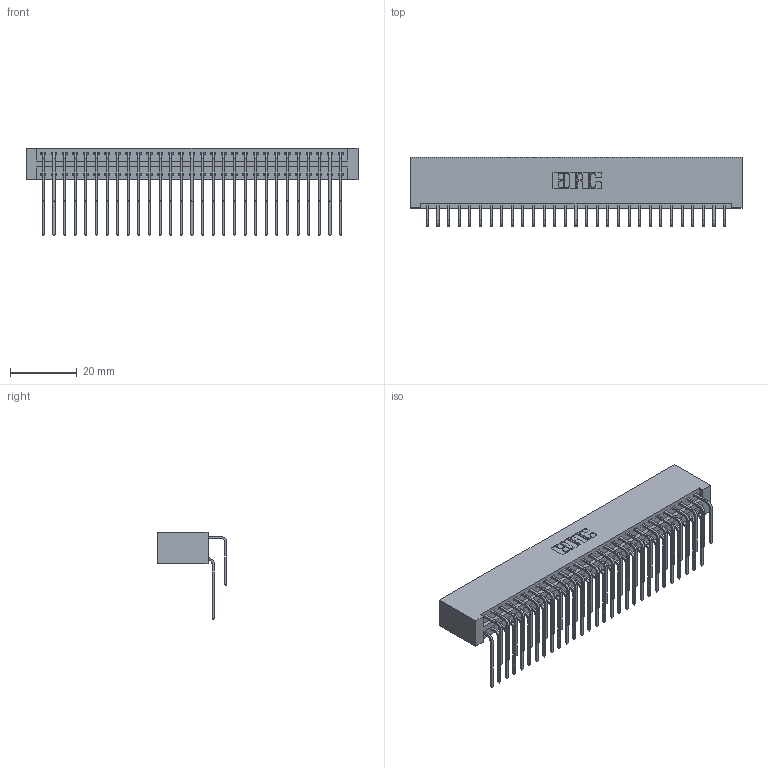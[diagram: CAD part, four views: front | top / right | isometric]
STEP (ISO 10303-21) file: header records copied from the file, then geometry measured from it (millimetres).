
FILE_DESCRIPTION (( 'STEP AP203' ), '1' );
FILE_NAME ('396-058-559-201.STEP', '2019-11-03T09:34:34', ( '' ), ( '' ), 'SwSTEP 2.0', 'SolidWorks 2016', '' );
FILE_SCHEMA (( 'CONFIG_CONTROL_DESIGN' ));
Length unit declared in the file: inch
Products named in the file (4): 345-292-001_558 559 Tail - 1; 345-292-001_559 Tail - 2; 346 Part_No Mounting Lugs; 396-058-559-201
Assembly tree (59 placements, depth 2):
  396-058-559-201
    346 Part_No Mounting Lugs
    345-292-001_558 559 Tail - 1  x29
    345-292-001_559 Tail - 2  x29
Bounding box: 99.31 x 20.89 x 26.16 mm (x, y, z)
Volume: 10491.2 mm3; surface area: 15984.9 mm2
Topology: 59 solids, 59 shells, 3246 faces, 9643 edges, 6350 vertices
Faces by surface type: plane 2218, cylinder 1028
Entity records: 22183 total; most frequent: CARTESIAN_POINT 3723, ORIENTED_EDGE 3606, DIRECTION 3299, EDGE_CURVE 1803, LINE 1523, VECTOR 1523, VERTEX_POINT 1198, AXIS2_PLACEMENT_3D 888
